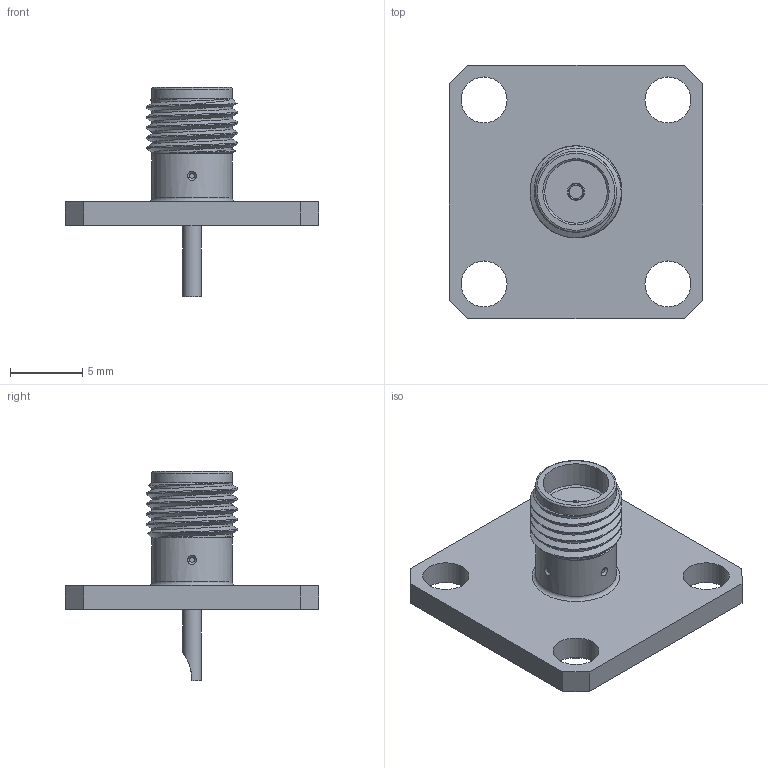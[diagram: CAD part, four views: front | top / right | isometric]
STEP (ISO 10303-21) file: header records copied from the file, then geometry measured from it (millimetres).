
FILE_DESCRIPTION (( 'STEP AP203' ), '1' );
FILE_NAME ('PE4527_3D.step', '2021-09-20T16:28:34', ( '' ), ( '' ), 'SwSTEP 2.0', 'SolidWorks 2021', '' );
FILE_SCHEMA (( 'CONFIG_CONTROL_DESIGN' ));
Length unit declared in the file: inch
Products named in the file (1): PE4527_3D
Bounding box: 17.48 x 17.48 x 14.43 mm (x, y, z)
Volume: 618.6 mm3; surface area: 967.4 mm2
Topology: 1 solids, 1 shells, 56 faces, 134 edges, 88 vertices
Faces by surface type: plane 28, cylinder 14, cone 9, bspline 3, torus 2
Full cylindrical faces by diameter (mm): 0.889 x1, 0.94 x1, 1.194 x1, 1.27 x1, 3.175 x4, 4.089 x1, 4.572 x1, 5.582 x2
Entity records: 2753 total; most frequent: CARTESIAN_POINT 1524, DIRECTION 228, ORIENTED_EDGE 208, EDGE_CURVE 104, AXIS2_PLACEMENT_3D 93, EDGE_LOOP 92, VERTEX_POINT 78, FACE_OUTER_BOUND 70
